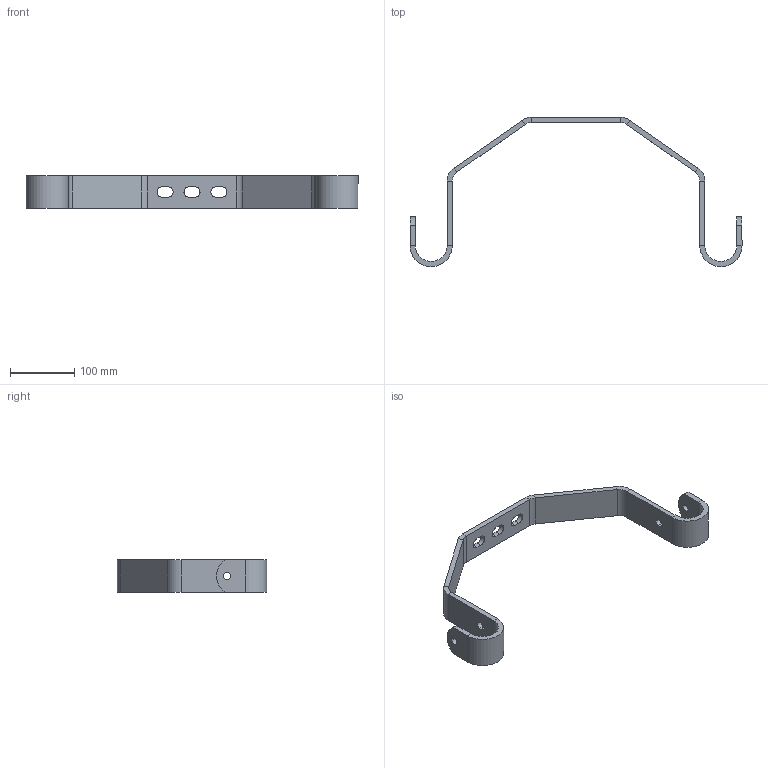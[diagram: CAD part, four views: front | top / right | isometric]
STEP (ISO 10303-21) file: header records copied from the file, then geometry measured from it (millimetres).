
FILE_DESCRIPTION (( 'STEP AP203' ), '1' );
FILE_NAME ('Wandbefestigungsbügel 052910.STEP', '2011-12-14T11:57:48', ( '' ), ( '' ), 'SwSTEP 2.0', 'SolidWorks 2007', '' );
FILE_SCHEMA (( 'CONFIG_CONTROL_DESIGN' ));
Length unit declared in the file: millimetre
Products named in the file (1): Wandbefestigungsbügel 052910
Bounding box: 518 x 233 x 50 mm (x, y, z)
Volume: 359714.9 mm3; surface area: 108367.4 mm2
Topology: 1 solids, 1 shells, 84 faces, 198 edges, 116 vertices
Faces by surface type: plane 50, cylinder 34
Entity records: 2471 total; most frequent: DIRECTION 436, CARTESIAN_POINT 399, ORIENTED_EDGE 396, EDGE_CURVE 198, AXIS2_PLACEMENT_3D 153, LINE 130, VECTOR 130, VERTEX_POINT 116
